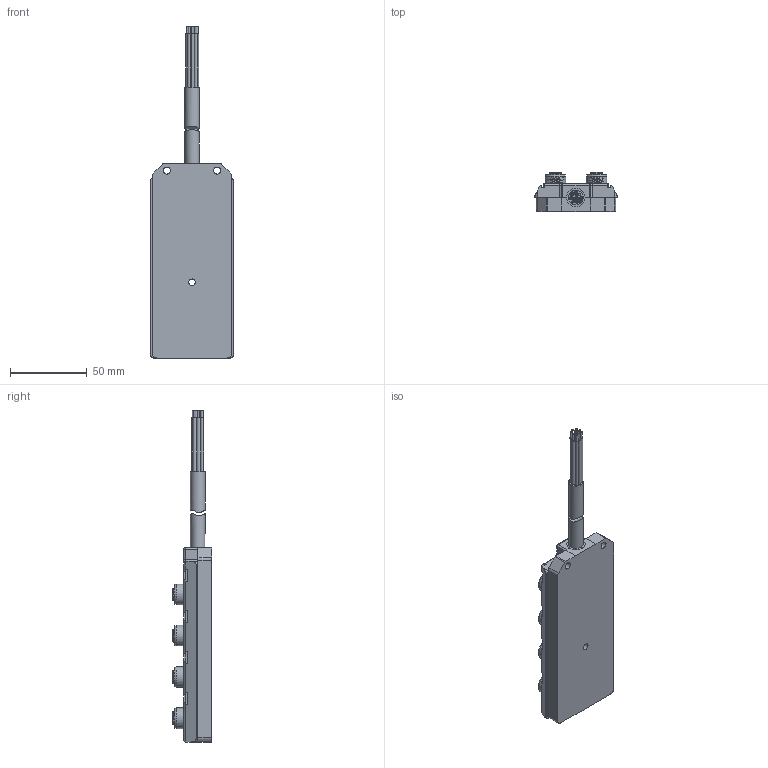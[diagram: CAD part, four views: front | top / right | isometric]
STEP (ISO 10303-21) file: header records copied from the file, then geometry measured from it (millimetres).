
FILE_DESCRIPTION(/* description */ (''),/* implementation_level */ '2;1');
FILE_NAME(/* name */ 'DSTR8-5-4XX-12XX.stp',/* time_stamp */ '2017-01-19T11:43:03+08:00',/* author */ (''),/* organization */ (''),/* preprocessor_version */ 'ST-DEVELOPER v14',/* originating_system */ 'SIEMENS PLM Software NX 8.0',/* authorisation */ '');
FILE_SCHEMA (('CONFIG_CONTROL_DESIGN'));
Length unit declared in the file: millimetre
Products named in the file (1): DSTR8-5-4XX-12XX
Bounding box: 54 x 25.5 x 217 mm (x, y, z)
Volume: 119133.2 mm3; surface area: 33333.5 mm2
Topology: 2 solids, 2 shells, 1003 faces, 2391 edges, 1576 vertices
Faces by surface type: plane 519, extrusion 231, cylinder 180, bspline 53, torus 8, cone 8, sphere 4
Full cylindrical faces by diameter (mm): 1.1 x40, 1.2 x11, 1.4 x40, 1.7 x8, 2.2 x3, 4.3 x1, 4.6 x2, 5 x9, 9 x1, 9.5 x2, 12 x1, 12.2 x8, 13.5 x8
Entity records: 42015 total; most frequent: CARTESIAN_POINT 21080, ORIENTED_EDGE 4428, DIRECTION 3297, EDGE_CURVE 2214, VERTEX_POINT 1563, EDGE_LOOP 1348, B_SPLINE_CURVE_WITH_KNOTS 1175, VECTOR 1131
